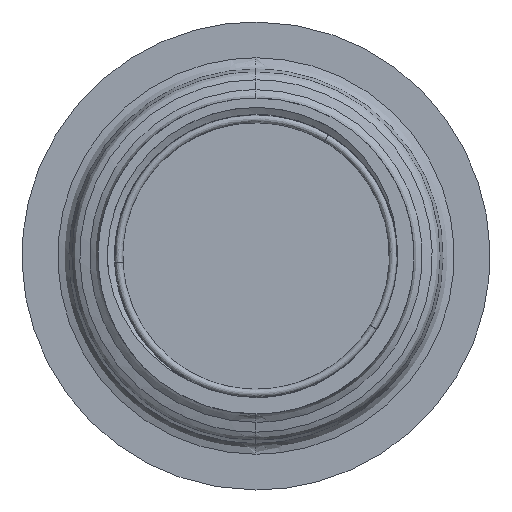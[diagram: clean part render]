
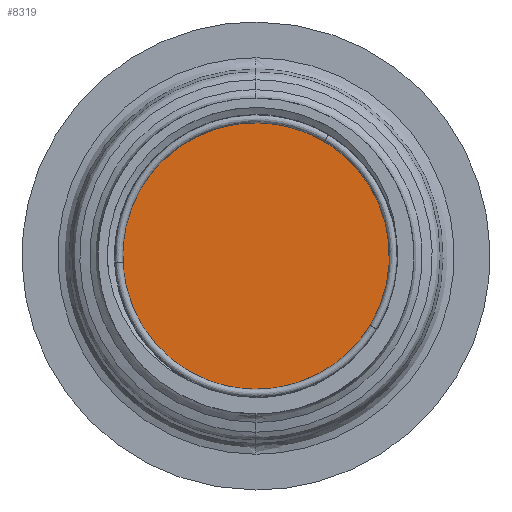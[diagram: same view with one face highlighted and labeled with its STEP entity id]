
A CAD part, front view. The second image highlights one B-rep face of the part: STEP entity #8319.
In plain terms, the highlighted free-form (B-spline) face has degree [1, 1] with [2, 2] control points.
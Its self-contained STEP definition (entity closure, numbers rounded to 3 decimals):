
#3331 = VERTEX_POINT('',#3332);
#3332 = CARTESIAN_POINT('',(54.96,-20.194,
    -33.384));
#3363 = VERTEX_POINT('',#3364);
#3364 = CARTESIAN_POINT('',(-54.96,-20.194,
    33.384));
#3369 = EDGE_CURVE('',#3363,#3331,#3370,.T.);
#3370 = ( BOUNDED_CURVE() B_SPLINE_CURVE(2,(#3371,#3372,#3373,#3374,
#3375),.UNSPECIFIED.,.F.,.F.) B_SPLINE_CURVE_WITH_KNOTS((3,2,3),(
    3.142,4.712,6.283),
.PIECEWISE_BEZIER_KNOTS.) CURVE() GEOMETRIC_REPRESENTATION_ITEM() 
RATIONAL_B_SPLINE_CURVE((1.,0.707,1.,0.707,1.)) 
REPRESENTATION_ITEM('') );
#3371 = CARTESIAN_POINT('',(-54.96,-20.194,
    33.384));
#3372 = CARTESIAN_POINT('',(-88.344,-20.194,
    -21.576));
#3373 = CARTESIAN_POINT('',(-33.384,-20.194,
    -54.96));
#3374 = CARTESIAN_POINT('',(21.576,-20.194,
    -88.344));
#3375 = CARTESIAN_POINT('',(54.96,-20.194,
    -33.384));
#8319 = ADVANCED_FACE('',(#8320),#8331,.T.);
#8320 = FACE_BOUND('',#8321,.T.);
#8321 = EDGE_LOOP('',(#8322,#8330));
#8322 = ORIENTED_EDGE('',*,*,#8323,.T.);
#8323 = EDGE_CURVE('',#3331,#3363,#8324,.T.);
#8324 = ( BOUNDED_CURVE() B_SPLINE_CURVE(2,(#8325,#8326,#8327,#8328,
#8329),.UNSPECIFIED.,.F.,.F.) B_SPLINE_CURVE_WITH_KNOTS((3,2,3),(0.,
1.571,3.142),.PIECEWISE_BEZIER_KNOTS.) CURVE() 
GEOMETRIC_REPRESENTATION_ITEM() RATIONAL_B_SPLINE_CURVE((1.,
0.707,1.,0.707,1.)) REPRESENTATION_ITEM('') );
#8325 = CARTESIAN_POINT('',(54.96,-20.194,
    -33.384));
#8326 = CARTESIAN_POINT('',(88.344,-20.194,
    21.576));
#8327 = CARTESIAN_POINT('',(33.384,-20.194,
    54.96));
#8328 = CARTESIAN_POINT('',(-21.576,-20.194,
    88.344));
#8329 = CARTESIAN_POINT('',(-54.96,-20.194,
    33.384));
#8330 = ORIENTED_EDGE('',*,*,#3369,.T.);
#8331 = B_SPLINE_SURFACE_WITH_KNOTS('',1,1,(
    (#8332,#8333)
    ,(#8334,#8335
    )),.UNSPECIFIED.,.F.,.F.,.F.,(2,2),(2,2),(-57.,57.),(-57.,57.),
  .PIECEWISE_BEZIER_KNOTS.);
#8332 = CARTESIAN_POINT('',(-88.344,-20.194,
    -21.576));
#8333 = CARTESIAN_POINT('',(-21.576,-20.194,
    88.344));
#8334 = CARTESIAN_POINT('',(21.576,-20.194,
    -88.344));
#8335 = CARTESIAN_POINT('',(88.344,-20.194,
    21.576));
